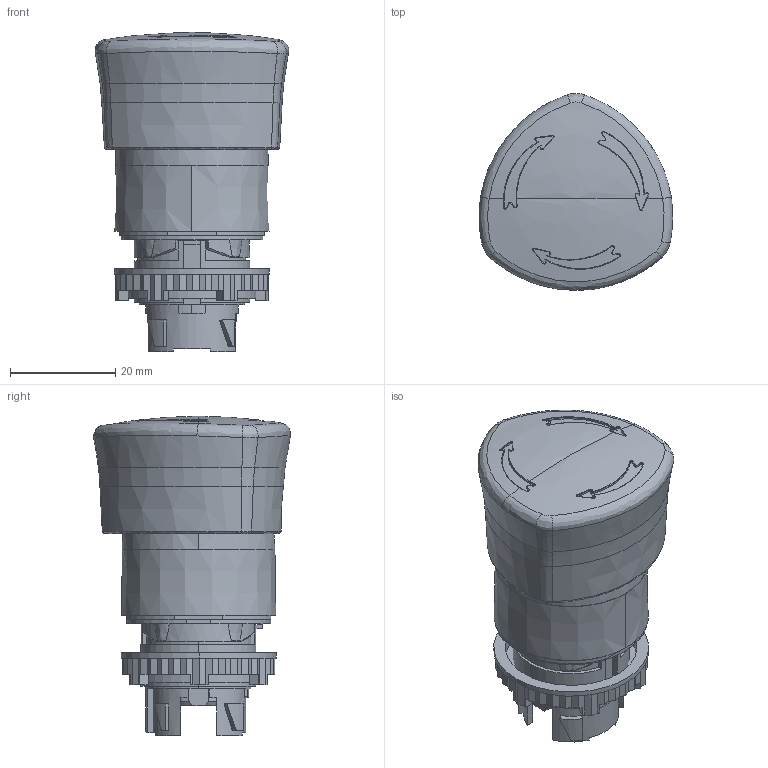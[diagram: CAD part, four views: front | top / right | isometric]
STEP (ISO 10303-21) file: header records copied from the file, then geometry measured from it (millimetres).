
FILE_DESCRIPTION (( 'STEP AP214' ), '1' );
FILE_NAME ('L22ER01.STEP', '2008-05-30T08:49:11', ( 'Jörgen Karlsson' ), ( 'OEM Automatic AB' ), 'SwSTEP 2.0', 'SolidWorks 2008', '' );
FILE_SCHEMA (( 'AUTOMOTIVE_DESIGN' ));
Length unit declared in the file: millimetre
Products named in the file (1): L22ER01
Bounding box: 36.78 x 37.43 x 60.65 mm (x, y, z)
Surface area: 29264.9 mm2 (no closed solid volume)
Topology: 0 solids, 8 shells, 1239 faces, 3594 edges, 2364 vertices
Faces by surface type: plane 576, cylinder 266, bspline 258, cone 139
Entity records: 125201 total; most frequent: CARTESIAN_POINT 82627, ORIENTED_EDGE 7149, DIRECTION 4396, EDGE_CURVE 3583, VERTEX_POINT 2364, B_SPLINE_CURVE_WITH_KNOTS 1652, AXIS2_PLACEMENT_3D 1551, VECTOR 1294
